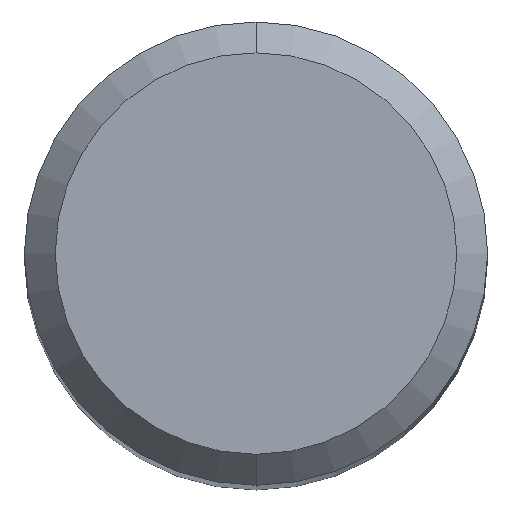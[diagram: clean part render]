
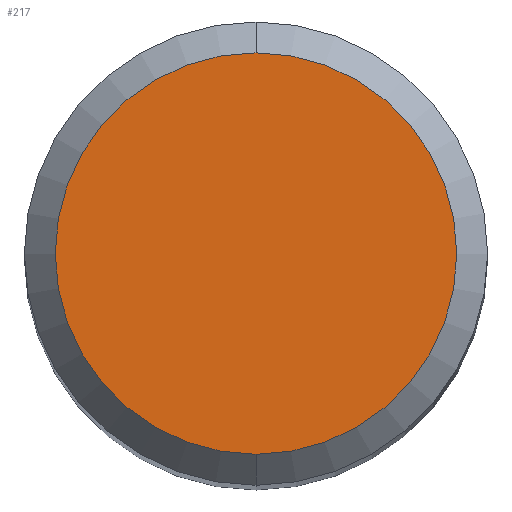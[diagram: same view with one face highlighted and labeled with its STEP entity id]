
A CAD part, top view. The second image highlights one B-rep face of the part: STEP entity #217.
In plain terms, the highlighted planar face has unit normal (0, 0, 1).
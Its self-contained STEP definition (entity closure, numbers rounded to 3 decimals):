
#125=EDGE_CURVE('',#221,#179,#278,.T.);
#179=VERTEX_POINT('',#341);
#191=EDGE_CURVE('',#179,#221,#353,.T.);
#217=ADVANCED_FACE('',(#383),#384,.T.);
#221=VERTEX_POINT('',#388);
#278=CIRCLE('',#450,2.6);
#341=CARTESIAN_POINT('',(0.,-2.6,0.0));
#353=CIRCLE('',#542,2.6);
#383=FACE_OUTER_BOUND('',#577,.T.);
#384=PLANE('',#578);
#388=CARTESIAN_POINT('',(0.0,2.6,0.0));
#450=AXIS2_PLACEMENT_3D('',#634,#635,#636);
#542=AXIS2_PLACEMENT_3D('',#727,#728,#729);
#577=EDGE_LOOP('',(#777,#778));
#578=AXIS2_PLACEMENT_3D('',#779,#780,#781);
#634=CARTESIAN_POINT('',(0.0,0.0,0.0));
#635=DIRECTION('',(0.0,0.0,-1.0));
#636=DIRECTION('',(0.0,1.0,0.0));
#727=CARTESIAN_POINT('',(0.0,0.0,0.0));
#728=DIRECTION('',(0.0,0.0,-1.0));
#729=DIRECTION('',(0.0,1.0,0.0));
#777=ORIENTED_EDGE('',*,*,#125,.F.);
#778=ORIENTED_EDGE('',*,*,#191,.F.);
#779=CARTESIAN_POINT('',(0.0,1.3,0.0));
#780=DIRECTION('',(-0.0,0.0,1.0));
#781=DIRECTION('',(0.0,-1.0,0.0));
